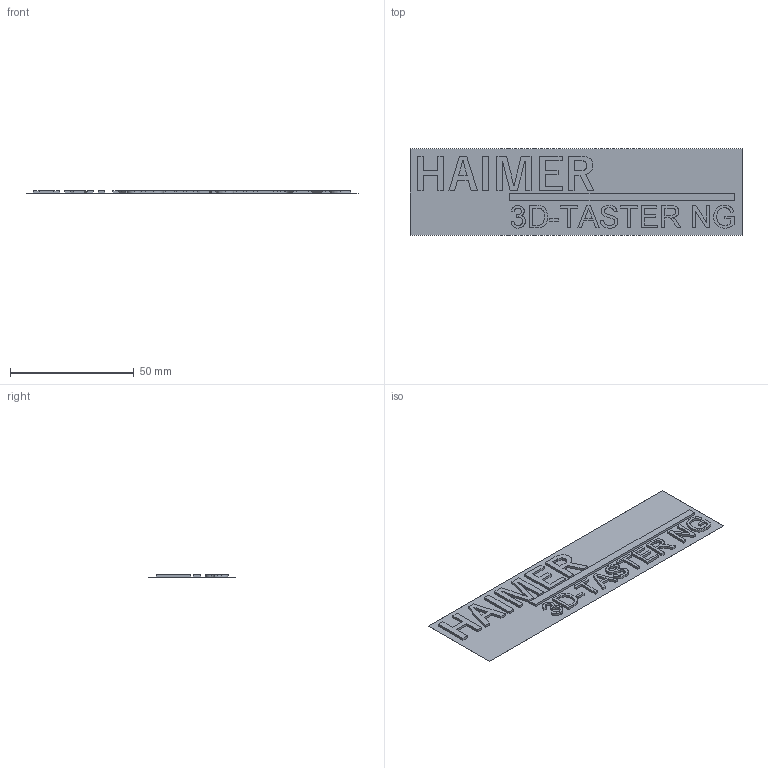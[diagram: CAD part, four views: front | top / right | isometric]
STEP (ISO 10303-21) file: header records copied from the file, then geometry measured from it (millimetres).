
FILE_DESCRIPTION (( 'STEP AP214' ), '1' );
FILE_NAME ('Haimer Case Text.STEP', '2024-12-26T13:28:02', ( '' ), ( '' ), 'SwSTEP 2.0', 'SolidWorks 2020', '' );
FILE_SCHEMA (( 'AUTOMOTIVE_DESIGN' ));
Length unit declared in the file: millimetre
Products named in the file (1): Haimer Case Text
Bounding box: 134.33 x 35 x 1.01 mm (x, y, z)
Volume: 1031.4 mm3; surface area: 10500.9 mm2
Topology: 1 solids, 1 shells, 251 faces, 678 edges, 452 vertices
Faces by surface type: plane 182, bspline 69
Entity records: 11156 total; most frequent: CARTESIAN_POINT 5275, ORIENTED_EDGE 1356, DIRECTION 906, EDGE_CURVE 678, LINE 540, VECTOR 540, VERTEX_POINT 452, EDGE_LOOP 274
